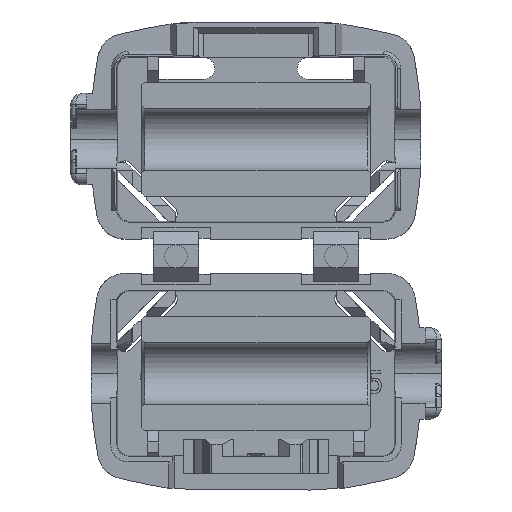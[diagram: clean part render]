
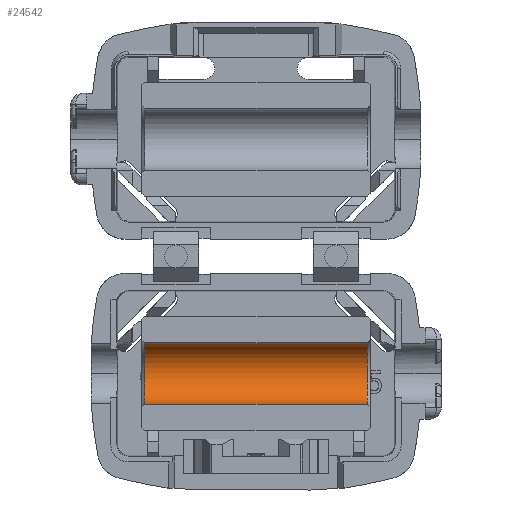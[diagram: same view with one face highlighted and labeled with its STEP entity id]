
A CAD part, top view. The second image highlights one B-rep face of the part: STEP entity #24542.
In plain terms, the highlighted cylindrical face has radius 2.7 mm (diameter 5.4 mm), a partial arc.
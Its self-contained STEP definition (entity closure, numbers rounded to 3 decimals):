
#3279=LINE('',#42965,#5725);
#3285=LINE('',#42977,#5731);
#5725=VECTOR('',#32117,1000.);
#5731=VECTOR('',#32125,1000.);
#6099=CYLINDRICAL_SURFACE('',#26292,2.7);
#13228=ORIENTED_EDGE('',*,*,#16831,.F.);
#13229=ORIENTED_EDGE('',*,*,#16867,.T.);
#13230=ORIENTED_EDGE('',*,*,#16837,.F.);
#13231=ORIENTED_EDGE('',*,*,#16868,.T.);
#16831=EDGE_CURVE('',#19178,#19179,#3279,.F.);
#16837=EDGE_CURVE('',#19184,#19185,#3285,.T.);
#16867=EDGE_CURVE('',#19178,#19185,#19636,.F.);
#16868=EDGE_CURVE('',#19184,#19179,#19637,.T.);
#19178=VERTEX_POINT('',#42964);
#19179=VERTEX_POINT('',#42966);
#19184=VERTEX_POINT('',#42978);
#19185=VERTEX_POINT('',#42979);
#19636=CIRCLE('',#26293,2.7);
#19637=CIRCLE('',#26294,2.7);
#21001=EDGE_LOOP('',(#13228,#13229,#13230,#13231));
#22375=FACE_BOUND('',#21001,.T.);
#24542=ADVANCED_FACE('',(#22375),#6099,.F.);
#26292=AXIS2_PLACEMENT_3D('',#43036,#32171,#32172);
#26293=AXIS2_PLACEMENT_3D('',#43037,#32173,#32174);
#26294=AXIS2_PLACEMENT_3D('',#43038,#32175,#32176);
#32117=DIRECTION('',(-1.,0.,0.));
#32125=DIRECTION('',(-1.,0.,0.));
#32171=DIRECTION('',(-1.,0.,0.));
#32172=DIRECTION('',(0.,0.,1.));
#32173=DIRECTION('',(1.,0.,0.));
#32174=DIRECTION('',(0.,0.,-1.));
#32175=DIRECTION('',(1.,0.,0.));
#32176=DIRECTION('',(0.,0.,-1.));
#42964=CARTESIAN_POINT('',(-9.75,2.7,5.1));
#42965=CARTESIAN_POINT('',(23.682,2.7,5.1));
#42966=CARTESIAN_POINT('',(9.75,2.7,5.1));
#42977=CARTESIAN_POINT('',(23.682,-2.7,5.1));
#42978=CARTESIAN_POINT('',(9.75,-2.7,5.1));
#42979=CARTESIAN_POINT('',(-9.75,-2.7,5.1));
#43036=CARTESIAN_POINT('',(23.682,0.,5.1));
#43037=CARTESIAN_POINT('',(-9.75,0.,5.1));
#43038=CARTESIAN_POINT('',(9.75,0.,5.1));
